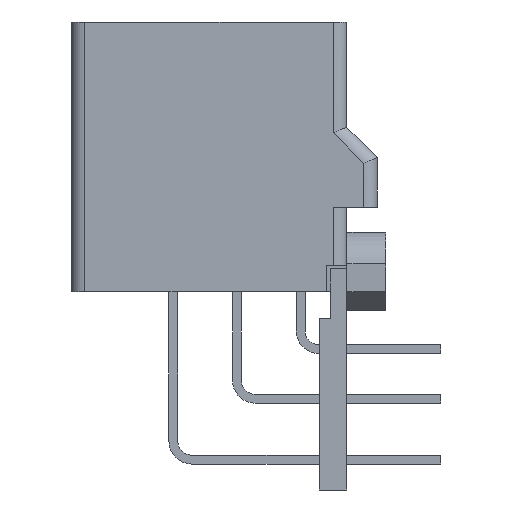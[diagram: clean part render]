
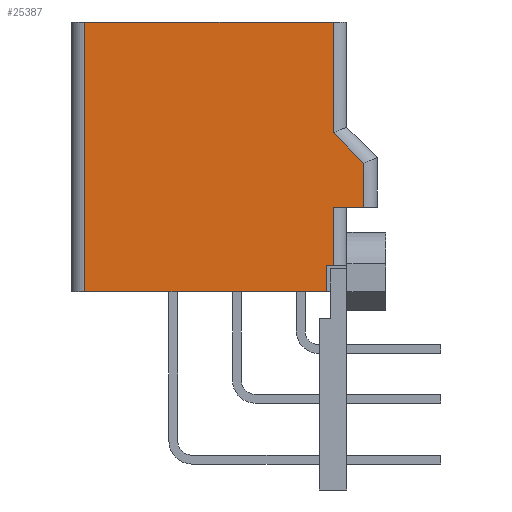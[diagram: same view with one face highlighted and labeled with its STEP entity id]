
A CAD part, left-side view. The second image highlights one B-rep face of the part: STEP entity #25387.
In plain terms, the highlighted planar face has unit normal (-1, 0, 0).
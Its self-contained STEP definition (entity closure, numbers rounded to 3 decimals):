
#156=DIRECTION('',(0.,-1.,0.));
#157=VECTOR('',#156,17.95);
#158=CARTESIAN_POINT('',(-39.7,8.975,0.));
#159=LINE('',#158,#157);
#479=DIRECTION('',(0.,-1.,0.));
#480=VECTOR('',#479,17.45);
#481=CARTESIAN_POINT('',(-39.7,8.975,-19.5));
#482=LINE('',#481,#480);
#3239=DIRECTION('',(0.,-1.,0.));
#3240=VECTOR('',#3239,2.2);
#3241=CARTESIAN_POINT('',(-39.7,-8.975,-13.4));
#3242=LINE('',#3241,#3240);
#3346=DIRECTION('',(0.,0.,1.));
#3347=VECTOR('',#3346,3.186);
#3348=CARTESIAN_POINT('',(-39.7,-11.175,-13.4));
#3349=LINE('',#3348,#3347);
#3350=DIRECTION('',(0.,0.,-1.));
#3351=VECTOR('',#3350,4.2);
#3352=CARTESIAN_POINT('',(-39.7,-8.975,-13.4));
#3353=LINE('',#3352,#3351);
#3354=DIRECTION('',(0.,1.,0.));
#3355=VECTOR('',#3354,0.5);
#3356=CARTESIAN_POINT('',(-39.7,-8.975,-17.6));
#3357=LINE('',#3356,#3355);
#3358=DIRECTION('',(0.,0.,1.));
#3359=VECTOR('',#3358,1.9);
#3360=CARTESIAN_POINT('',(-39.7,-8.475,-19.5));
#3361=LINE('',#3360,#3359);
#3362=DIRECTION('',(0.,0.,-1.));
#3363=VECTOR('',#3362,19.5);
#3364=CARTESIAN_POINT('',(-39.7,8.975,0.));
#3365=LINE('',#3364,#3363);
#3366=DIRECTION('',(0.,0.,-1.));
#3367=VECTOR('',#3366,8.014);
#3368=CARTESIAN_POINT('',(-39.7,-8.975,0.));
#3369=LINE('',#3368,#3367);
#3370=DIRECTION('',(0.,0.707,0.707));
#3371=VECTOR('',#3370,3.111);
#3372=CARTESIAN_POINT('',(-39.7,-11.175,-10.214));
#3373=LINE('',#3372,#3371);
#19593=CARTESIAN_POINT('',(-39.7,-11.175,-13.4));
#19594=VERTEX_POINT('',#19593);
#19595=CARTESIAN_POINT('',(-39.7,-11.175,-10.214));
#19596=VERTEX_POINT('',#19595);
#19613=CARTESIAN_POINT('',(-39.7,8.975,-19.5));
#19615=VERTEX_POINT('',#19613);
#19619=CARTESIAN_POINT('',(-39.7,8.975,0.));
#19620=VERTEX_POINT('',#19619);
#19621=CARTESIAN_POINT('',(-39.7,-8.975,0.));
#19622=CARTESIAN_POINT('',(-39.7,-8.975,-8.014));
#19623=VERTEX_POINT('',#19621);
#19624=VERTEX_POINT('',#19622);
#19629=CARTESIAN_POINT('',(-39.7,-8.975,-13.4));
#19630=CARTESIAN_POINT('',(-39.7,-8.975,-17.6));
#19631=VERTEX_POINT('',#19629);
#19632=VERTEX_POINT('',#19630);
#19859=CARTESIAN_POINT('',(-39.7,-8.475,-19.5));
#19861=VERTEX_POINT('',#19859);
#19869=CARTESIAN_POINT('',(-39.7,-8.475,-17.6));
#19870=VERTEX_POINT('',#19869);
#25364=CARTESIAN_POINT('',(-39.7,9.975,0.));
#25365=DIRECTION('',(-1.,0.,0.));
#25366=DIRECTION('',(0.,-1.,0.));
#25367=AXIS2_PLACEMENT_3D('',#25364,#25365,#25366);
#25368=PLANE('',#25367);
#25369=ORIENTED_EDGE('',*,*,#25357,.F.);
#25370=ORIENTED_EDGE('',*,*,#25191,.F.);
#25372=ORIENTED_EDGE('',*,*,#25371,.T.);
#25374=ORIENTED_EDGE('',*,*,#25373,.T.);
#25376=ORIENTED_EDGE('',*,*,#25375,.F.);
#25377=ORIENTED_EDGE('',*,*,#23246,.F.);
#25379=ORIENTED_EDGE('',*,*,#25378,.F.);
#25380=ORIENTED_EDGE('',*,*,#23012,.T.);
#25382=ORIENTED_EDGE('',*,*,#25381,.T.);
#25384=ORIENTED_EDGE('',*,*,#25383,.F.);
#25385=EDGE_LOOP('',(#25369,#25370,#25372,#25374,#25376,#25377,#25379,#25380,
#25382,#25384));
#25386=FACE_OUTER_BOUND('',#25385,.F.);
#25387=ADVANCED_FACE('',(#25386),#25368,.T.);
#23012=EDGE_CURVE('',#19620,#19623,#159,.T.);
#23246=EDGE_CURVE('',#19615,#19861,#482,.T.);
#25191=EDGE_CURVE('',#19631,#19594,#3242,.T.);
#25357=EDGE_CURVE('',#19594,#19596,#3349,.T.);
#25371=EDGE_CURVE('',#19631,#19632,#3353,.T.);
#25373=EDGE_CURVE('',#19632,#19870,#3357,.T.);
#25375=EDGE_CURVE('',#19861,#19870,#3361,.T.);
#25378=EDGE_CURVE('',#19620,#19615,#3365,.T.);
#25381=EDGE_CURVE('',#19623,#19624,#3369,.T.);
#25383=EDGE_CURVE('',#19596,#19624,#3373,.T.);
